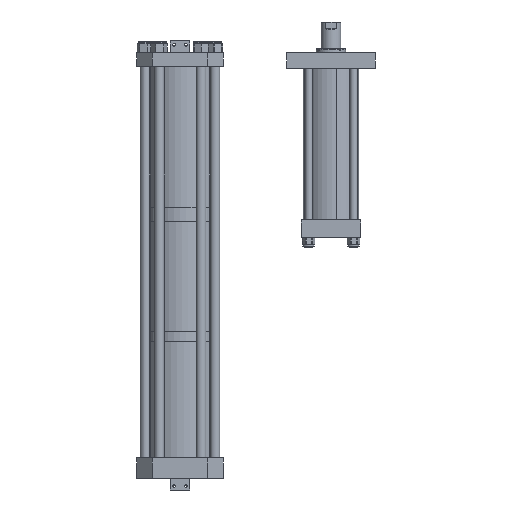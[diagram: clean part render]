
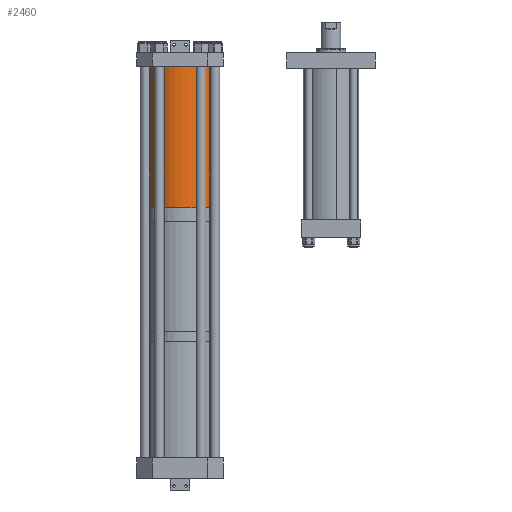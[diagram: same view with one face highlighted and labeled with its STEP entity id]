
A CAD part, front view. The second image highlights one B-rep face of the part: STEP entity #2460.
In plain terms, the highlighted cylindrical face has radius 114.3 mm (diameter 228.6 mm), a partial arc.
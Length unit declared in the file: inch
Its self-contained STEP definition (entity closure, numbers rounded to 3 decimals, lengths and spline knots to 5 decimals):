
#40 = ORIENTED_EDGE ( 'NONE', *, *, #15022, .F. ) ;
#384 = CYLINDRICAL_SURFACE ( 'NONE', #8926, 4.5 ) ;
#1435 = VERTEX_POINT ( 'NONE', #7823 ) ;
#2345 = AXIS2_PLACEMENT_3D ( 'NONE', #2544, #6586, #17736 ) ;
#2460 = ADVANCED_FACE ( 'NONE', ( #7696 ), #384, .T. ) ;
#2544 = CARTESIAN_POINT ( 'NONE',  ( 0., 0., 17.879 ) ) ;
#2637 = CARTESIAN_POINT ( 'NONE',  ( -4.5, 0., 17.879 ) ) ;
#3159 = DIRECTION ( 'NONE',  ( 1., 0., 0. ) ) ;
#4015 = ORIENTED_EDGE ( 'NONE', *, *, #15491, .F. ) ;
#4324 = CARTESIAN_POINT ( 'NONE',  ( -4.5, 0., 0. ) ) ;
#4389 = DIRECTION ( 'NONE',  ( 0., 0., 1. ) ) ;
#4606 = CARTESIAN_POINT ( 'NONE',  ( 4.5, 0., 17.879 ) ) ;
#5371 = CIRCLE ( 'NONE', #9603, 4.5 ) ;
#6586 = DIRECTION ( 'NONE',  ( 0., 0., 1. ) ) ;
#7034 = ORIENTED_EDGE ( 'NONE', *, *, #15830, .T. ) ;
#7696 = FACE_OUTER_BOUND ( 'NONE', #16316, .T. ) ;
#7823 = CARTESIAN_POINT ( 'NONE',  ( -4.5, 0., 17.879 ) ) ;
#8926 = AXIS2_PLACEMENT_3D ( 'NONE', #15850, #14346, #13144 ) ;
#9228 = ORIENTED_EDGE ( 'NONE', *, *, #13439, .T. ) ;
#9296 = CARTESIAN_POINT ( 'NONE',  ( 4.5, 0., 17.879 ) ) ;
#9603 = AXIS2_PLACEMENT_3D ( 'NONE', #13948, #4389, #3159 ) ;
#9636 = VERTEX_POINT ( 'NONE', #9296 ) ;
#9710 = VECTOR ( 'NONE', #16371, 39.37008 ) ;
#10939 = VECTOR ( 'NONE', #14280, 39.37008 ) ;
#11917 = CARTESIAN_POINT ( 'NONE',  ( 4.5, 0., 0. ) ) ;
#12073 = LINE ( 'NONE', #4606, #10939 ) ;
#12289 = LINE ( 'NONE', #2637, #9710 ) ;
#13144 = DIRECTION ( 'NONE',  ( -1., 0., 0. ) ) ;
#13439 = EDGE_CURVE ( 'NONE', #1435, #13560, #12289, .T. ) ;
#13560 = VERTEX_POINT ( 'NONE', #4324 ) ;
#13948 = CARTESIAN_POINT ( 'NONE',  ( 0., 0., 0. ) ) ;
#14092 = VERTEX_POINT ( 'NONE', #11917 ) ;
#14280 = DIRECTION ( 'NONE',  ( 0., 0., -1. ) ) ;
#14346 = DIRECTION ( 'NONE',  ( 0., 0., -1. ) ) ;
#15022 = EDGE_CURVE ( 'NONE', #1435, #9636, #17411, .T. ) ;
#15491 = EDGE_CURVE ( 'NONE', #9636, #14092, #12073, .T. ) ;
#15830 = EDGE_CURVE ( 'NONE', #13560, #14092, #5371, .T. ) ;
#15850 = CARTESIAN_POINT ( 'NONE',  ( 0., 0., 17.879 ) ) ;
#16316 = EDGE_LOOP ( 'NONE', ( #4015, #40, #9228, #7034 ) ) ;
#16371 = DIRECTION ( 'NONE',  ( 0., 0., -1. ) ) ;
#17411 = CIRCLE ( 'NONE', #2345, 4.5 ) ;
#17736 = DIRECTION ( 'NONE',  ( 1., 0., 0. ) ) ;
